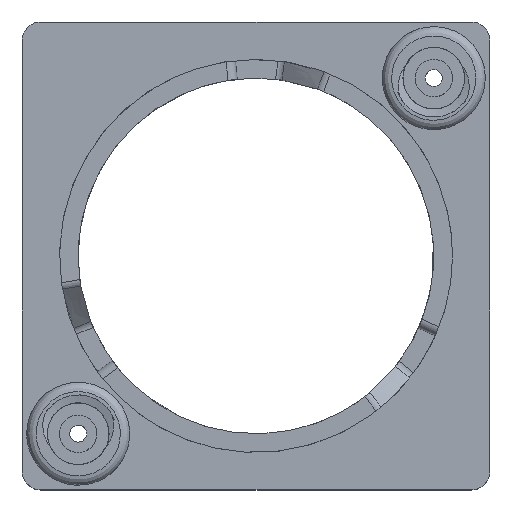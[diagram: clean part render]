
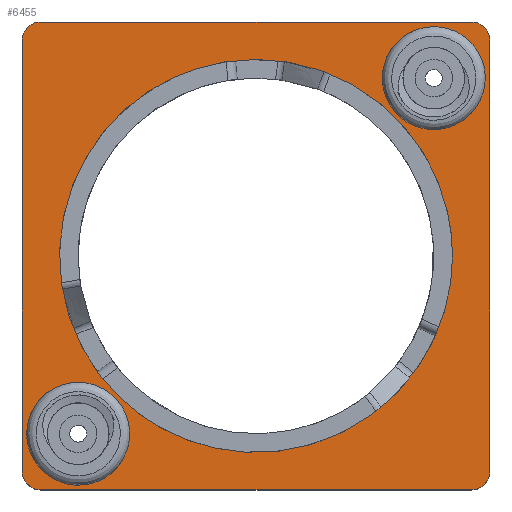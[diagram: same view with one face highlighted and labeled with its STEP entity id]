
A CAD part, top view. The second image highlights one B-rep face of the part: STEP entity #6455.
In plain terms, the highlighted free-form (B-spline) face has degree [1, 1] with [2, 2] control points.
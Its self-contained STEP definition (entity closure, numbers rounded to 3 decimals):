
#1920 = VERTEX_POINT('',#1921);
#1921 = CARTESIAN_POINT('',(19.759,0.,
    6.586));
#2358 = EDGE_CURVE('',#1920,#1920,#2359,.T.);
#2359 = ( BOUNDED_CURVE() B_SPLINE_CURVE(2,(#2360,#2361,#2362,#2363,
#2364,#2365,#2366),.UNSPECIFIED.,.T.,.F.) B_SPLINE_CURVE_WITH_KNOTS((3,2
    ,2,3),(3.142,5.236,7.33,9.425),
.PIECEWISE_BEZIER_KNOTS.) CURVE() GEOMETRIC_REPRESENTATION_ITEM() 
RATIONAL_B_SPLINE_CURVE((1.,0.5,1.,0.5,1.,0.5,1.)) REPRESENTATION_ITEM(
  '') );
#2360 = CARTESIAN_POINT('',(19.759,0.,
    6.586));
#2361 = CARTESIAN_POINT('',(19.759,-34.224,
    6.586));
#2362 = CARTESIAN_POINT('',(-9.88,-17.112,
    6.586));
#2363 = CARTESIAN_POINT('',(-39.518,0.,
    6.586));
#2364 = CARTESIAN_POINT('',(-9.88,17.112,
    6.586));
#2365 = CARTESIAN_POINT('',(19.759,34.224,
    6.586));
#2366 = CARTESIAN_POINT('',(19.759,0.,
    6.586));
#4774 = VERTEX_POINT('',#4775);
#4775 = CARTESIAN_POINT('',(12.702,17.877,
    6.586));
#4783 = EDGE_CURVE('',#4774,#4774,#4784,.T.);
#4784 = ( BOUNDED_CURVE() B_SPLINE_CURVE(2,(#4785,#4786,#4787,#4788,
#4789,#4790,#4791),.UNSPECIFIED.,.T.,.F.) B_SPLINE_CURVE_WITH_KNOTS((3,2
    ,2,3),(3.142,5.236,7.33,9.425),
.PIECEWISE_BEZIER_KNOTS.) CURVE() GEOMETRIC_REPRESENTATION_ITEM() 
RATIONAL_B_SPLINE_CURVE((1.,0.5,1.,0.5,1.,0.5,1.)) REPRESENTATION_ITEM(
  '') );
#4785 = CARTESIAN_POINT('',(12.702,17.877,
    6.586));
#4786 = CARTESIAN_POINT('',(12.702,26.841,
    6.586));
#4787 = CARTESIAN_POINT('',(20.465,22.359,
    6.586));
#4788 = CARTESIAN_POINT('',(28.227,17.877,
    6.586));
#4789 = CARTESIAN_POINT('',(20.465,13.396,
    6.586));
#4790 = CARTESIAN_POINT('',(12.702,8.914,6.586
    ));
#4791 = CARTESIAN_POINT('',(12.702,17.877,
    6.586));
#6154 = VERTEX_POINT('',#6155);
#6155 = CARTESIAN_POINT('',(-23.052,-17.877,
    6.586));
#6162 = EDGE_CURVE('',#6154,#6154,#6163,.T.);
#6163 = ( BOUNDED_CURVE() B_SPLINE_CURVE(2,(#6164,#6165,#6166,#6167,
#6168,#6169,#6170),.UNSPECIFIED.,.T.,.F.) B_SPLINE_CURVE_WITH_KNOTS((3,2
    ,2,3),(3.142,5.236,7.33,9.425),
.PIECEWISE_BEZIER_KNOTS.) CURVE() GEOMETRIC_REPRESENTATION_ITEM() 
RATIONAL_B_SPLINE_CURVE((1.,0.5,1.,0.5,1.,0.5,1.)) REPRESENTATION_ITEM(
  '') );
#6164 = CARTESIAN_POINT('',(-23.052,-17.877,
    6.586));
#6165 = CARTESIAN_POINT('',(-23.052,-8.914,
    6.586));
#6166 = CARTESIAN_POINT('',(-15.29,-13.396,
    6.586));
#6167 = CARTESIAN_POINT('',(-7.527,-17.877,
    6.586));
#6168 = CARTESIAN_POINT('',(-15.29,-22.359,
    6.586));
#6169 = CARTESIAN_POINT('',(-23.052,-26.841,
    6.586));
#6170 = CARTESIAN_POINT('',(-23.052,-17.877,
    6.586));
#6194 = EDGE_CURVE('',#6195,#6197,#6199,.T.);
#6195 = VERTEX_POINT('',#6196);
#6196 = CARTESIAN_POINT('',(21.641,23.523,
    6.586));
#6197 = VERTEX_POINT('',#6198);
#6198 = CARTESIAN_POINT('',(23.523,21.641,
    6.586));
#6199 = ( BOUNDED_CURVE() B_SPLINE_CURVE(2,(#6200,#6201,#6202),
.UNSPECIFIED.,.F.,.F.) B_SPLINE_CURVE_WITH_KNOTS((3,3),(5.498,
7.069),.PIECEWISE_BEZIER_KNOTS.) CURVE() 
GEOMETRIC_REPRESENTATION_ITEM() RATIONAL_B_SPLINE_CURVE((1.,
0.707,1.)) REPRESENTATION_ITEM('') );
#6200 = CARTESIAN_POINT('',(21.641,23.523,
    6.586));
#6201 = CARTESIAN_POINT('',(23.523,23.523,
    6.586));
#6202 = CARTESIAN_POINT('',(23.523,21.641,
    6.586));
#6243 = VERTEX_POINT('',#6244);
#6244 = CARTESIAN_POINT('',(-21.641,23.523,
    6.586));
#6249 = EDGE_CURVE('',#6195,#6243,#6250,.T.);
#6250 = B_SPLINE_CURVE_WITH_KNOTS('',1,(#6251,#6252),.UNSPECIFIED.,.F.,
  .F.,(2,2),(-48.,-2.),.PIECEWISE_BEZIER_KNOTS.);
#6251 = CARTESIAN_POINT('',(21.641,23.523,
    6.586));
#6252 = CARTESIAN_POINT('',(-21.641,23.523,
    6.586));
#6324 = EDGE_CURVE('',#6325,#6327,#6329,.T.);
#6325 = VERTEX_POINT('',#6326);
#6326 = CARTESIAN_POINT('',(23.523,-21.641,
    6.586));
#6327 = VERTEX_POINT('',#6328);
#6328 = CARTESIAN_POINT('',(21.641,-23.523,
    6.586));
#6329 = ( BOUNDED_CURVE() B_SPLINE_CURVE(2,(#6330,#6331,#6332),
.UNSPECIFIED.,.F.,.F.) B_SPLINE_CURVE_WITH_KNOTS((3,3),(5.498,
7.069),.PIECEWISE_BEZIER_KNOTS.) CURVE() 
GEOMETRIC_REPRESENTATION_ITEM() RATIONAL_B_SPLINE_CURVE((1.,
0.707,1.)) REPRESENTATION_ITEM('') );
#6330 = CARTESIAN_POINT('',(23.523,-21.641,
    6.586));
#6331 = CARTESIAN_POINT('',(23.523,-23.523,
    6.586));
#6332 = CARTESIAN_POINT('',(21.641,-23.523,
    6.586));
#6356 = EDGE_CURVE('',#6357,#6327,#6359,.T.);
#6357 = VERTEX_POINT('',#6358);
#6358 = CARTESIAN_POINT('',(-21.641,-23.523,
    6.586));
#6359 = B_SPLINE_CURVE_WITH_KNOTS('',1,(#6360,#6361),.UNSPECIFIED.,.F.,
  .F.,(2,2),(-48.,-2.),.PIECEWISE_BEZIER_KNOTS.);
#6360 = CARTESIAN_POINT('',(-21.641,-23.523,
    6.586));
#6361 = CARTESIAN_POINT('',(21.641,-23.523,
    6.586));
#6377 = EDGE_CURVE('',#6357,#6378,#6380,.T.);
#6378 = VERTEX_POINT('',#6379);
#6379 = CARTESIAN_POINT('',(-23.523,-21.641,
    6.586));
#6380 = ( BOUNDED_CURVE() B_SPLINE_CURVE(2,(#6381,#6382,#6383),
.UNSPECIFIED.,.F.,.F.) B_SPLINE_CURVE_WITH_KNOTS((3,3),(5.498,
7.069),.PIECEWISE_BEZIER_KNOTS.) CURVE() 
GEOMETRIC_REPRESENTATION_ITEM() RATIONAL_B_SPLINE_CURVE((1.,
0.707,1.)) REPRESENTATION_ITEM('') );
#6381 = CARTESIAN_POINT('',(-21.641,-23.523,
    6.586));
#6382 = CARTESIAN_POINT('',(-23.523,-23.523,
    6.586));
#6383 = CARTESIAN_POINT('',(-23.523,-21.641,
    6.586));
#6402 = EDGE_CURVE('',#6403,#6243,#6405,.T.);
#6403 = VERTEX_POINT('',#6404);
#6404 = CARTESIAN_POINT('',(-23.523,21.641,
    6.586));
#6405 = ( BOUNDED_CURVE() B_SPLINE_CURVE(2,(#6406,#6407,#6408),
.UNSPECIFIED.,.F.,.F.) B_SPLINE_CURVE_WITH_KNOTS((3,3),(5.498,
7.069),.PIECEWISE_BEZIER_KNOTS.) CURVE() 
GEOMETRIC_REPRESENTATION_ITEM() RATIONAL_B_SPLINE_CURVE((1.,
0.707,1.)) REPRESENTATION_ITEM('') );
#6406 = CARTESIAN_POINT('',(-23.523,21.641,
    6.586));
#6407 = CARTESIAN_POINT('',(-23.523,23.523,
    6.586));
#6408 = CARTESIAN_POINT('',(-21.641,23.523,
    6.586));
#6428 = EDGE_CURVE('',#6325,#6197,#6429,.T.);
#6429 = B_SPLINE_CURVE_WITH_KNOTS('',1,(#6430,#6431),.UNSPECIFIED.,.F.,
  .F.,(2,2),(-48.,-2.),.PIECEWISE_BEZIER_KNOTS.);
#6430 = CARTESIAN_POINT('',(23.523,-21.641,
    6.586));
#6431 = CARTESIAN_POINT('',(23.523,21.641,
    6.586));
#6444 = EDGE_CURVE('',#6403,#6378,#6445,.T.);
#6445 = B_SPLINE_CURVE_WITH_KNOTS('',1,(#6446,#6447),.UNSPECIFIED.,.F.,
  .F.,(2,2),(-48.,-2.),.PIECEWISE_BEZIER_KNOTS.);
#6446 = CARTESIAN_POINT('',(-23.523,21.641,
    6.586));
#6447 = CARTESIAN_POINT('',(-23.523,-21.641,
    6.586));
#6455 = ADVANCED_FACE('',(#6456,#6466,#6469,#6472),#6475,.T.);
#6456 = FACE_BOUND('',#6457,.T.);
#6457 = EDGE_LOOP('',(#6458,#6459,#6460,#6461,#6462,#6463,#6464,#6465));
#6458 = ORIENTED_EDGE('',*,*,#6194,.F.);
#6459 = ORIENTED_EDGE('',*,*,#6249,.T.);
#6460 = ORIENTED_EDGE('',*,*,#6402,.F.);
#6461 = ORIENTED_EDGE('',*,*,#6444,.T.);
#6462 = ORIENTED_EDGE('',*,*,#6377,.F.);
#6463 = ORIENTED_EDGE('',*,*,#6356,.T.);
#6464 = ORIENTED_EDGE('',*,*,#6324,.F.);
#6465 = ORIENTED_EDGE('',*,*,#6428,.T.);
#6466 = FACE_BOUND('',#6467,.T.);
#6467 = EDGE_LOOP('',(#6468));
#6468 = ORIENTED_EDGE('',*,*,#2358,.T.);
#6469 = FACE_BOUND('',#6470,.T.);
#6470 = EDGE_LOOP('',(#6471));
#6471 = ORIENTED_EDGE('',*,*,#4783,.T.);
#6472 = FACE_BOUND('',#6473,.T.);
#6473 = EDGE_LOOP('',(#6474));
#6474 = ORIENTED_EDGE('',*,*,#6162,.T.);
#6475 = B_SPLINE_SURFACE_WITH_KNOTS('',1,1,(
    (#6476,#6477)
    ,(#6478,#6479
    )),.UNSPECIFIED.,.F.,.F.,.F.,(2,2),(2,2),(-25.,25.),(-25.,25.),
  .PIECEWISE_BEZIER_KNOTS.);
#6476 = CARTESIAN_POINT('',(-23.523,-23.523,
    6.586));
#6477 = CARTESIAN_POINT('',(-23.523,23.523,
    6.586));
#6478 = CARTESIAN_POINT('',(23.523,-23.523,
    6.586));
#6479 = CARTESIAN_POINT('',(23.523,23.523,
    6.586));
